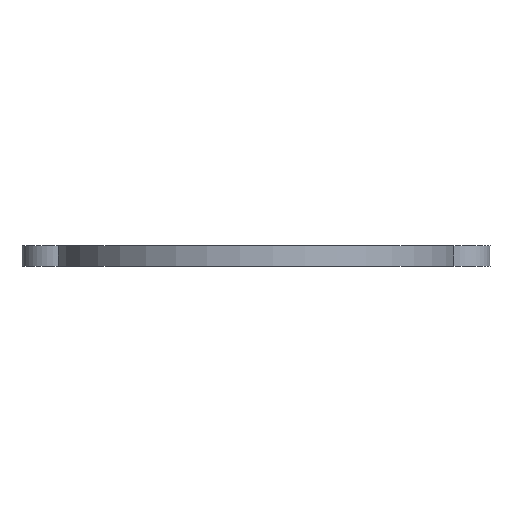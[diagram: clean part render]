
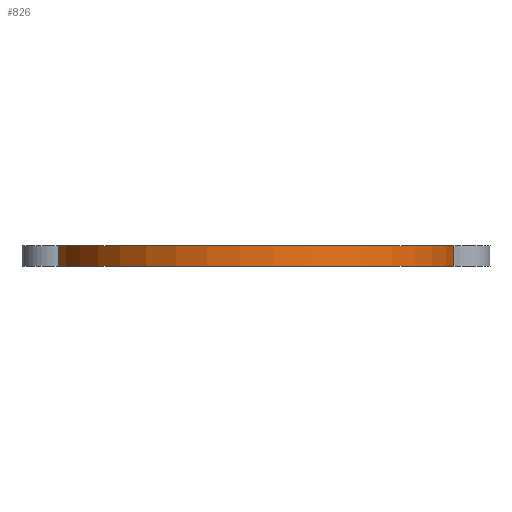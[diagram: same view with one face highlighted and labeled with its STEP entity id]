
A CAD part, front view. The second image highlights one B-rep face of the part: STEP entity #826.
In plain terms, the highlighted cylindrical face has radius 24 mm (diameter 48 mm), a partial arc.
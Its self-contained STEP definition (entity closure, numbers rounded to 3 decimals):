
#22 = CARTESIAN_POINT ( 'NONE',  ( 23.667, -3.986, 2.5 ) ) ;
#30 = VECTOR ( 'NONE', #624, 1000. ) ;
#78 = FACE_OUTER_BOUND ( 'NONE', #894, .T. ) ;
#84 = CIRCLE ( 'NONE', #101, 24. ) ;
#93 = DIRECTION ( 'NONE',  ( 0., 0., 1. ) ) ;
#101 = AXIS2_PLACEMENT_3D ( 'NONE', #824, #146, #215 ) ;
#146 = DIRECTION ( 'NONE',  ( 0., 0., 1. ) ) ;
#151 = CARTESIAN_POINT ( 'NONE',  ( -23.667, -3.986, 0. ) ) ;
#160 = ORIENTED_EDGE ( 'NONE', *, *, #925, .F. ) ;
#165 = DIRECTION ( 'NONE',  ( -1., 0., 0. ) ) ;
#215 = DIRECTION ( 'NONE',  ( 1., 0., 0. ) ) ;
#229 = CIRCLE ( 'NONE', #236, 24. ) ;
#236 = AXIS2_PLACEMENT_3D ( 'NONE', #768, #93, #612 ) ;
#255 = VERTEX_POINT ( 'NONE', #634 ) ;
#335 = LINE ( 'NONE', #681, #650 ) ;
#362 = AXIS2_PLACEMENT_3D ( 'NONE', #904, #684, #165 ) ;
#443 = VERTEX_POINT ( 'NONE', #658 ) ;
#448 = VERTEX_POINT ( 'NONE', #151 ) ;
#455 = LINE ( 'NONE', #22, #30 ) ;
#490 = CYLINDRICAL_SURFACE ( 'NONE', #362, 24. ) ;
#548 = ORIENTED_EDGE ( 'NONE', *, *, #708, .F. ) ;
#554 = EDGE_CURVE ( 'NONE', #448, #443, #229, .T. ) ;
#588 = CARTESIAN_POINT ( 'NONE',  ( -23.667, -3.986, 2.5 ) ) ;
#608 = ORIENTED_EDGE ( 'NONE', *, *, #874, .T. ) ;
#612 = DIRECTION ( 'NONE',  ( 1., 0., 0. ) ) ;
#624 = DIRECTION ( 'NONE',  ( 0., 0., -1. ) ) ;
#630 = ORIENTED_EDGE ( 'NONE', *, *, #554, .T. ) ;
#634 = CARTESIAN_POINT ( 'NONE',  ( 23.667, -3.986, 2.5 ) ) ;
#650 = VECTOR ( 'NONE', #832, 1000. ) ;
#658 = CARTESIAN_POINT ( 'NONE',  ( 23.667, -3.986, 0. ) ) ;
#681 = CARTESIAN_POINT ( 'NONE',  ( -23.667, -3.986, 2.5 ) ) ;
#684 = DIRECTION ( 'NONE',  ( 0., 0., -1. ) ) ;
#708 = EDGE_CURVE ( 'NONE', #754, #255, #84, .T. ) ;
#754 = VERTEX_POINT ( 'NONE', #588 ) ;
#768 = CARTESIAN_POINT ( 'NONE',  ( 0., 0., 0. ) ) ;
#824 = CARTESIAN_POINT ( 'NONE',  ( 0., 0., 2.5 ) ) ;
#826 = ADVANCED_FACE ( 'NONE', ( #78 ), #490, .T. ) ;
#832 = DIRECTION ( 'NONE',  ( 0., 0., -1. ) ) ;
#874 = EDGE_CURVE ( 'NONE', #754, #448, #335, .T. ) ;
#894 = EDGE_LOOP ( 'NONE', ( #630, #160, #548, #608 ) ) ;
#904 = CARTESIAN_POINT ( 'NONE',  ( 0., 0., 2.5 ) ) ;
#925 = EDGE_CURVE ( 'NONE', #255, #443, #455, .T. ) ;
